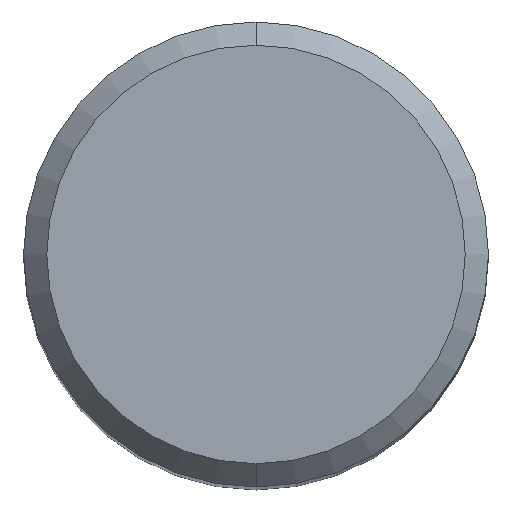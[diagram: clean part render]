
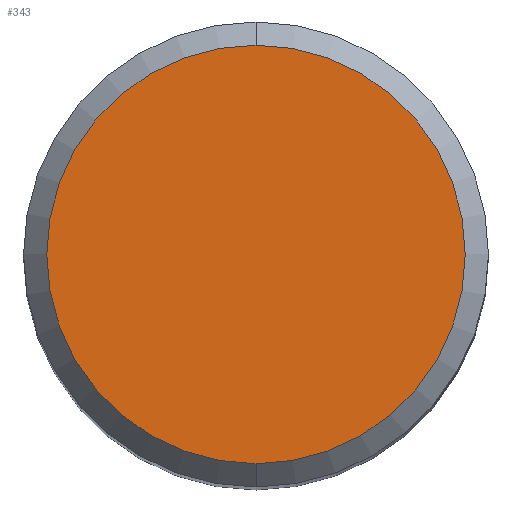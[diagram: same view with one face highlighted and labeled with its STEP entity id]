
A CAD part, top view. The second image highlights one B-rep face of the part: STEP entity #343.
In plain terms, the highlighted planar face has unit normal (0, 0, 1).
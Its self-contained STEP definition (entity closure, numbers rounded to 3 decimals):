
#169=EDGE_CURVE('',#233,#425,#460,.T.);
#233=VERTEX_POINT('',#532);
#343=ADVANCED_FACE('',(#654),#655,.T.);
#419=EDGE_CURVE('',#425,#233,#736,.T.);
#425=VERTEX_POINT('',#742);
#460=CIRCLE('',#772,4.5);
#532=CARTESIAN_POINT('',(0.,-4.5,0.0));
#654=FACE_OUTER_BOUND('',#1205,.T.);
#655=PLANE('',#1206);
#736=CIRCLE('',#1385,4.5);
#742=CARTESIAN_POINT('',(0.0,4.5,0.0));
#772=AXIS2_PLACEMENT_3D('',#1413,#1414,#1415);
#1205=EDGE_LOOP('',(#1651,#1652));
#1206=AXIS2_PLACEMENT_3D('',#1653,#1654,#1655);
#1385=AXIS2_PLACEMENT_3D('',#1723,#1724,#1725);
#1413=CARTESIAN_POINT('',(0.0,0.0,0.0));
#1414=DIRECTION('',(0.0,0.0,-1.0));
#1415=DIRECTION('',(0.0,1.0,0.0));
#1651=ORIENTED_EDGE('',*,*,#419,.F.);
#1652=ORIENTED_EDGE('',*,*,#169,.F.);
#1653=CARTESIAN_POINT('',(0.0,2.25,0.0));
#1654=DIRECTION('',(-0.0,0.0,1.0));
#1655=DIRECTION('',(0.0,-1.0,0.0));
#1723=CARTESIAN_POINT('',(0.0,0.0,0.0));
#1724=DIRECTION('',(0.0,0.0,-1.0));
#1725=DIRECTION('',(0.0,1.0,0.0));
